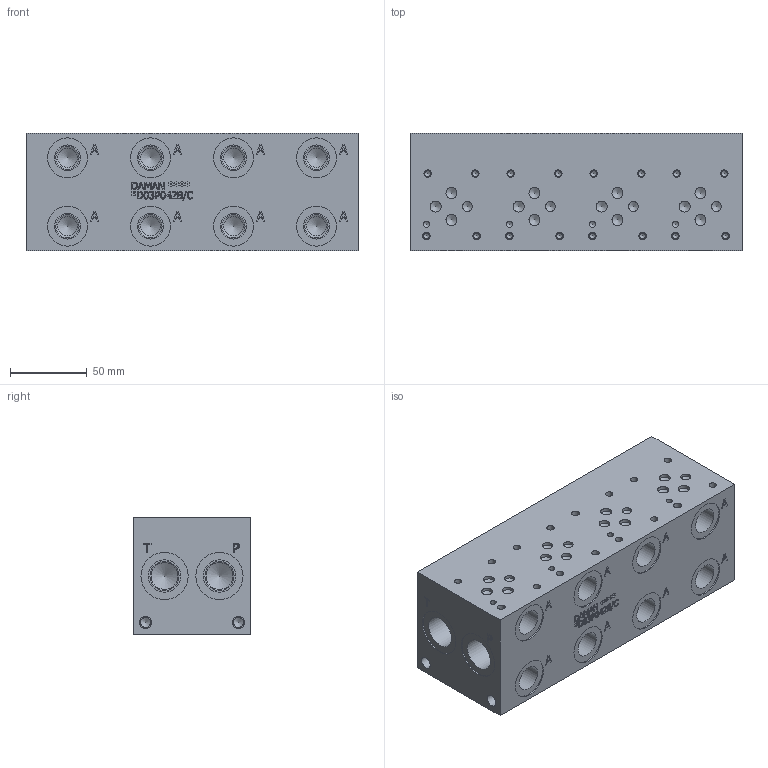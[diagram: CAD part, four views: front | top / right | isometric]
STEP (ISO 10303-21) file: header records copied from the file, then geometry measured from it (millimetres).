
FILE_DESCRIPTION(/* description */ (''),/* implementation_level */ '2;1');
FILE_NAME(/* name */ '_D03P042B_C.stp',/* time_stamp */ '2022-01-11T09:55:03-05:00',/* author */ ('jrf'),/* organization */ (''),/* preprocessor_version */ 'ST-DEVELOPER v18.1',/* originating_system */ 'Autodesk Inventor 2022',/* authorisation */ '');
FILE_SCHEMA (('AUTOMOTIVE_DESIGN { 1 0 10303 214 3 1 1 }'));
Length unit declared in the file: millimetre
Products named in the file (1): Part_AD03P042B_C_3D
Bounding box: 215.9 x 76.2 x 76.2 mm (x, y, z)
Volume: 1157722.4 mm3; surface area: 102430.8 mm2
Topology: 1 solids, 1 shells, 732 faces, 1812 edges, 1180 vertices
Faces by surface type: plane 425, bspline 124, cylinder 114, cone 69
Full cylindrical faces by diameter (mm): 3.785 x16, 3.962 x4, 4.826 x16, 6.35 x4, 6.528 x4, 7.137 x12, 7.925 x4, 12.7 x8, 14.3 x1, 15.062 x8, 15.9 x1, 16.764 x8, 17.475 x4, 18.923 x4, 20.62 x1, 21.057 x4, 22.23 x1, 22.54 x1, 25.933 x8, 30.16 x1, 30.683 x4
Entity records: 22335 total; most frequent: CARTESIAN_POINT 5284, ORIENTED_EDGE 3518, DIRECTION 2958, EDGE_CURVE 1759, LINE 1282, VECTOR 1282, VERTEX_POINT 1180, EDGE_LOOP 883
